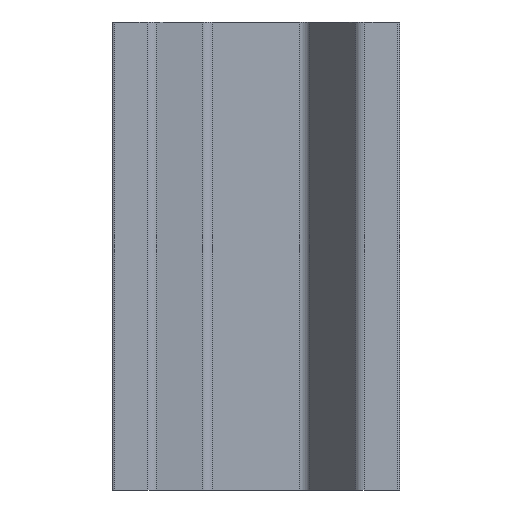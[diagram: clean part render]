
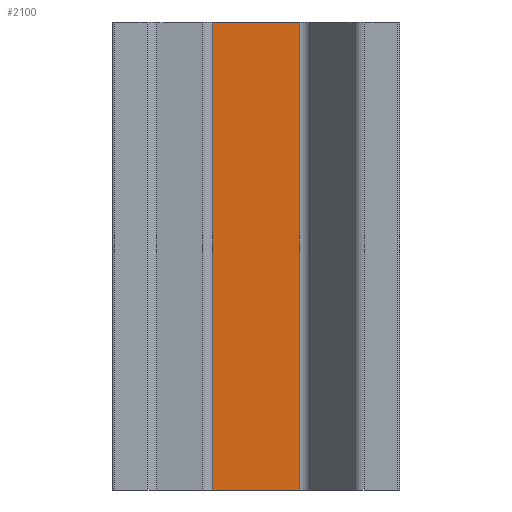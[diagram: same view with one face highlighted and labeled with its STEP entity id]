
A CAD part, front view. The second image highlights one B-rep face of the part: STEP entity #2100.
In plain terms, the highlighted planar face has unit normal (0, -1, 0).
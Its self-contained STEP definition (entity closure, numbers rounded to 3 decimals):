
#403 = VECTOR ( 'NONE', #461, 1000. ) ;
#404 = CARTESIAN_POINT ( 'NONE',  ( -258.341, 3455.184, 120. ) ) ;
#406 = LINE ( 'NONE', #404, #403 ) ;
#430 = PLANE ( 'NONE',  #462 ) ;
#440 = CARTESIAN_POINT ( 'NONE',  ( -258.341, 3455.184, 120. ) ) ;
#441 = FACE_OUTER_BOUND ( 'NONE', #2097, .T. ) ;
#453 = DIRECTION ( 'NONE',  ( -1., 0., 0. ) ) ;
#454 = DIRECTION ( 'NONE',  ( 0., 1., 0. ) ) ;
#461 = DIRECTION ( 'NONE',  ( 0., 0., -1. ) ) ;
#462 = AXIS2_PLACEMENT_3D ( 'NONE', #440, #454, #453 ) ;
#491 = VECTOR ( 'NONE', #493, 1000. ) ;
#492 = LINE ( 'NONE', #494, #491 ) ;
#493 = DIRECTION ( 'NONE',  ( 1., 0., 0. ) ) ;
#494 = CARTESIAN_POINT ( 'NONE',  ( -258.341, 3455.184, 120. ) ) ;
#1199 = CARTESIAN_POINT ( 'NONE',  ( -258.341, 3455.184, 0. ) ) ;
#1350 = LINE ( 'NONE', #1372, #1400 ) ;
#1372 = CARTESIAN_POINT ( 'NONE',  ( -258.341, 3455.184, 0. ) ) ;
#1399 = DIRECTION ( 'NONE',  ( 1., 0., 0. ) ) ;
#1400 = VECTOR ( 'NONE', #1399, 1000. ) ;
#1415 = CARTESIAN_POINT ( 'NONE',  ( -258.341, 3455.184, 120. ) ) ;
#1432 = CARTESIAN_POINT ( 'NONE',  ( -235.936, 3455.184, 120. ) ) ;
#1491 = CARTESIAN_POINT ( 'NONE',  ( -235.936, 3455.184, 0. ) ) ;
#1597 = VERTEX_POINT ( 'NONE', #1199 ) ;
#1721 = VERTEX_POINT ( 'NONE', #1491 ) ;
#1742 = EDGE_CURVE ( 'NONE', #1817, #1721, #2067, .T. ) ;
#1769 = EDGE_CURVE ( 'NONE', #1597, #1721, #1350, .T. ) ;
#1805 = VERTEX_POINT ( 'NONE', #1415 ) ;
#1817 = VERTEX_POINT ( 'NONE', #1432 ) ;
#1997 = EDGE_CURVE ( 'NONE', #1805, #1817, #492, .T. ) ;
#2058 = VECTOR ( 'NONE', #2066, 1000. ) ;
#2059 = CARTESIAN_POINT ( 'NONE',  ( -235.936, 3455.184, 120. ) ) ;
#2066 = DIRECTION ( 'NONE',  ( 0., 0., -1. ) ) ;
#2067 = LINE ( 'NONE', #2059, #2058 ) ;
#2086 = EDGE_CURVE ( 'NONE', #1805, #1597, #406, .T. ) ;
#2087 = ORIENTED_EDGE ( 'NONE', *, *, #1769, .T. ) ;
#2089 = ORIENTED_EDGE ( 'NONE', *, *, #1742, .F. ) ;
#2097 = EDGE_LOOP ( 'NONE', ( #2087, #2089, #2098, #2109 ) ) ;
#2098 = ORIENTED_EDGE ( 'NONE', *, *, #1997, .F. ) ;
#2100 = ADVANCED_FACE ( 'NONE', ( #441 ), #430, .F. ) ;
#2109 = ORIENTED_EDGE ( 'NONE', *, *, #2086, .T. ) ;
